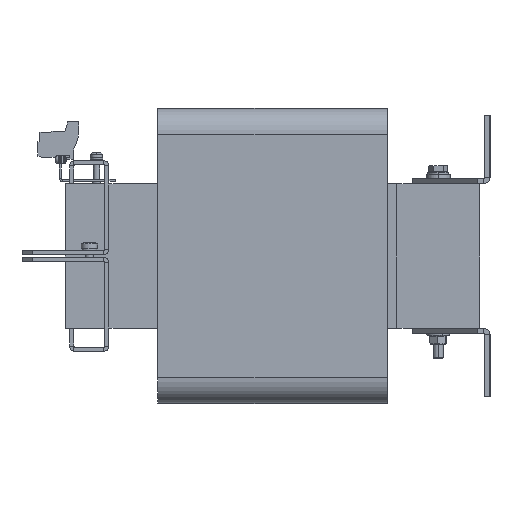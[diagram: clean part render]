
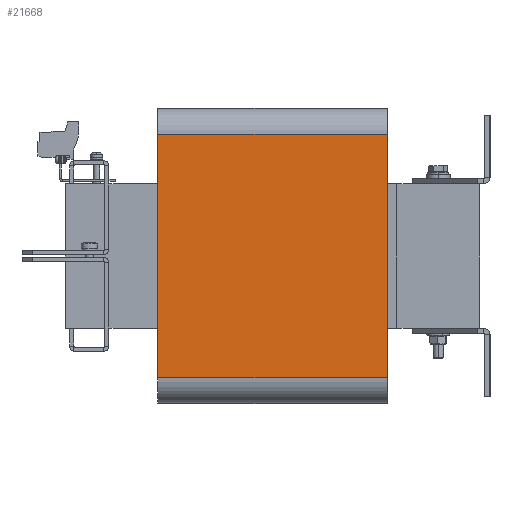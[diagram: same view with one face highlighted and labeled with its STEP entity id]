
A CAD part, left-side view. The second image highlights one B-rep face of the part: STEP entity #21668.
In plain terms, the highlighted planar face has unit normal (-1, 0, 0).
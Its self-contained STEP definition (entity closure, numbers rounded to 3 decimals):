
#1145 = EDGE_CURVE ( 'Defeature ausgef�hrt3_55+Defeature ausgef�hrt3_52+Defeature ausgef�hrt3_56+Defeature ausgef�hrt3_54', #12947, #4858, #9778, .T. ) ;
#1603 = EDGE_CURVE ( 'Defeature ausgef�hrt3_55+Defeature ausgef�hrt3_54+Defeature ausgef�hrt3_52+Defeature ausgef�hrt3_51', #4858, #23142, #22023, .T. ) ;
#1624 = ORIENTED_EDGE ( 'NONE', *, *, #2025, .F. ) ;
#2025 = EDGE_CURVE ( 'Defeature ausgef�hrt3_51+Defeature ausgef�hrt3_55+Defeature ausgef�hrt3_56+Defeature ausgef�hrt3_54', #20814, #23142, #14487, .T. ) ;
#3061 = DIRECTION ( 'NONE',  ( -1., 0., 0. ) ) ;
#3873 = CARTESIAN_POINT ( 'NONE',  ( -239., 111., 117.5 ) ) ;
#3921 = LINE ( 'NONE', #8555, #22378 ) ;
#4858 = VERTEX_POINT ( 'NONE', #17223 ) ;
#4952 = VECTOR ( 'NONE', #21731, 1000. ) ;
#5802 = CARTESIAN_POINT ( 'NONE',  ( -239., 111., 0. ) ) ;
#6395 = AXIS2_PLACEMENT_3D ( 'NONE', #17276, #3061, #10417 ) ;
#7280 = CARTESIAN_POINT ( 'NONE',  ( -239., 111., -117.5 ) ) ;
#7805 = VECTOR ( 'NONE', #18403, 1000. ) ;
#8068 = VECTOR ( 'NONE', #13909, 1000. ) ;
#8379 = CARTESIAN_POINT ( 'NONE',  ( -239., -111., 0. ) ) ;
#8555 = CARTESIAN_POINT ( 'NONE',  ( -239., 111., 117.5 ) ) ;
#9778 = LINE ( 'NONE', #5802, #7805 ) ;
#10372 = FACE_OUTER_BOUND ( 'NONE', #13398, .T. ) ;
#10417 = DIRECTION ( 'NONE',  ( 0., 1., 0. ) ) ;
#12947 = VERTEX_POINT ( 'NONE', #3873 ) ;
#13398 = EDGE_LOOP ( 'NONE', ( #1624, #14401, #19421, #22606 ) ) ;
#13700 = PLANE ( 'NONE',  #6395 ) ;
#13781 = CARTESIAN_POINT ( 'NONE',  ( -239., -111., -117.5 ) ) ;
#13909 = DIRECTION ( 'NONE',  ( 0., 0., -1. ) ) ;
#14401 = ORIENTED_EDGE ( 'NONE', *, *, #21645, .F. ) ;
#14487 = LINE ( 'NONE', #8379, #8068 ) ;
#15569 = DIRECTION ( 'NONE',  ( 0., -1., 0. ) ) ;
#17223 = CARTESIAN_POINT ( 'NONE',  ( -239., 111., -117.5 ) ) ;
#17276 = CARTESIAN_POINT ( 'NONE',  ( -239., 111., 0. ) ) ;
#18403 = DIRECTION ( 'NONE',  ( 0., 0., -1. ) ) ;
#18457 = CARTESIAN_POINT ( 'NONE',  ( -239., -111., 117.5 ) ) ;
#19421 = ORIENTED_EDGE ( 'NONE', *, *, #1145, .T. ) ;
#20814 = VERTEX_POINT ( 'NONE', #18457 ) ;
#21645 = EDGE_CURVE ( 'Defeature ausgef�hrt3_56+Defeature ausgef�hrt3_55+Defeature ausgef�hrt3_52+Defeature ausgef�hrt3_51', #12947, #20814, #3921, .T. ) ;
#21668 = ADVANCED_FACE ( 'Defeature ausgef�hrt3_55', ( #10372 ), #13700, .T. ) ;
#21731 = DIRECTION ( 'NONE',  ( 0., -1., 0. ) ) ;
#22023 = LINE ( 'NONE', #7280, #4952 ) ;
#22378 = VECTOR ( 'NONE', #15569, 1000. ) ;
#22606 = ORIENTED_EDGE ( 'NONE', *, *, #1603, .T. ) ;
#23142 = VERTEX_POINT ( 'NONE', #13781 ) ;
